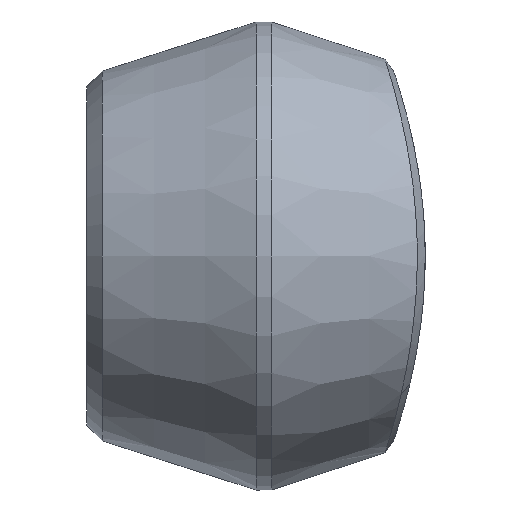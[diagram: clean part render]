
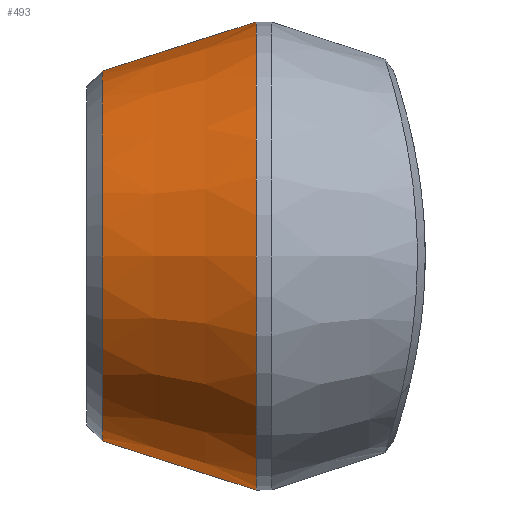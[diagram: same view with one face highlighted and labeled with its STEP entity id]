
A CAD part, left-side view. The second image highlights one B-rep face of the part: STEP entity #493.
In plain terms, the highlighted conical face has half-angle 17.676 degrees and reference radius 20.079 mm.
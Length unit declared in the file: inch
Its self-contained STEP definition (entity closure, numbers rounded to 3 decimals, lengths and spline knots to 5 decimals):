
#2 = ORIENTED_EDGE ( 'NONE', *, *, #937, .F. ) ;
#44 = DIRECTION ( 'NONE',  ( 0., 0., -1. ) ) ;
#59 = DIRECTION ( 'NONE',  ( 0., 0., -1. ) ) ;
#125 = CARTESIAN_POINT ( 'NONE',  ( 0., 3.246, 0. ) ) ;
#156 = LINE ( 'NONE', #449, #1004 ) ;
#176 = CARTESIAN_POINT ( 'NONE',  ( 0., 2.5886, 0. ) ) ;
#192 = AXIS2_PLACEMENT_3D ( 'NONE', #645, #1031, #1103 ) ;
#346 = ORIENTED_EDGE ( 'NONE', *, *, #896, .F. ) ;
#364 = EDGE_CURVE ( 'NONE', #747, #1220, #665, .T. ) ;
#386 = VECTOR ( 'NONE', #1235, 39.37008 ) ;
#410 = CIRCLE ( 'NONE', #192, 0.7905 ) ;
#449 = CARTESIAN_POINT ( 'NONE',  ( 0., 3.246, 0.7905 ) ) ;
#493 = ADVANCED_FACE ( 'NONE', ( #525 ), #1104, .T. ) ;
#496 = CIRCLE ( 'NONE', #1194, 1. ) ;
#514 = ORIENTED_EDGE ( 'NONE', *, *, #858, .T. ) ;
#525 = FACE_OUTER_BOUND ( 'NONE', #1129, .T. ) ;
#542 = CARTESIAN_POINT ( 'NONE',  ( 0., 3.246, -0.7905 ) ) ;
#572 = AXIS2_PLACEMENT_3D ( 'NONE', #125, #980, #44 ) ;
#645 = CARTESIAN_POINT ( 'NONE',  ( 0., 3.246, 0. ) ) ;
#665 = LINE ( 'NONE', #750, #386 ) ;
#702 = ORIENTED_EDGE ( 'NONE', *, *, #364, .T. ) ;
#736 = CARTESIAN_POINT ( 'NONE',  ( 0., 2.5886, -1. ) ) ;
#747 = VERTEX_POINT ( 'NONE', #542 ) ;
#750 = CARTESIAN_POINT ( 'NONE',  ( 0., 3.246, -0.7905 ) ) ;
#801 = CARTESIAN_POINT ( 'NONE',  ( 0., 3.246, 0.7905 ) ) ;
#818 = VERTEX_POINT ( 'NONE', #822 ) ;
#822 = CARTESIAN_POINT ( 'NONE',  ( 0., 2.5886, 1. ) ) ;
#858 = EDGE_CURVE ( 'NONE', #1202, #747, #410, .T. ) ;
#896 = EDGE_CURVE ( 'NONE', #1202, #818, #156, .T. ) ;
#932 = DIRECTION ( 'NONE',  ( 0., -0.953, 0.304 ) ) ;
#937 = EDGE_CURVE ( 'NONE', #818, #1220, #496, .T. ) ;
#980 = DIRECTION ( 'NONE',  ( 0., -1., 0. ) ) ;
#1004 = VECTOR ( 'NONE', #932, 39.37008 ) ;
#1024 = DIRECTION ( 'NONE',  ( 0., -1., 0. ) ) ;
#1031 = DIRECTION ( 'NONE',  ( 0., -1., 0. ) ) ;
#1103 = DIRECTION ( 'NONE',  ( 0., 0., -1. ) ) ;
#1104 = CONICAL_SURFACE ( 'NONE', #572, 0.7905, 0.309 ) ;
#1129 = EDGE_LOOP ( 'NONE', ( #346, #514, #702, #2 ) ) ;
#1194 = AXIS2_PLACEMENT_3D ( 'NONE', #176, #1024, #59 ) ;
#1202 = VERTEX_POINT ( 'NONE', #801 ) ;
#1220 = VERTEX_POINT ( 'NONE', #736 ) ;
#1235 = DIRECTION ( 'NONE',  ( 0., -0.953, -0.304 ) ) ;
